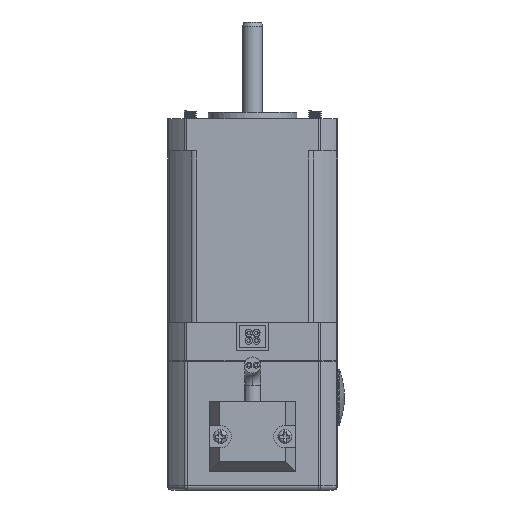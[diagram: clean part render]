
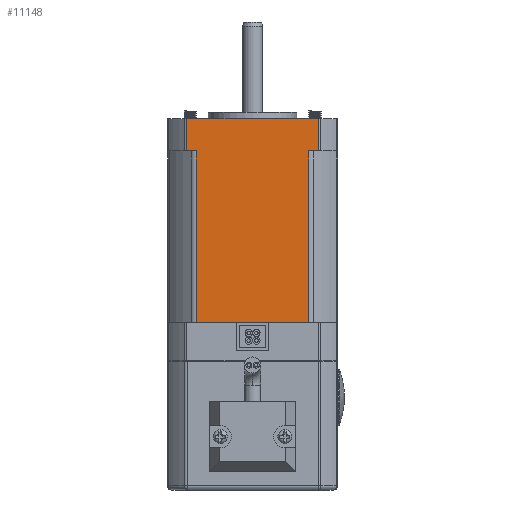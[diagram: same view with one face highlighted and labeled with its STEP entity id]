
A CAD part, front view. The second image highlights one B-rep face of the part: STEP entity #11148.
In plain terms, the highlighted planar face has unit normal (0, -1, 0).
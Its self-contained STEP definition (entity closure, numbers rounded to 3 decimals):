
#69 = EDGE_CURVE ( 'NONE', #7664, #14483, #19008, .T. ) ;
#434 = CARTESIAN_POINT ( 'NONE',  ( -13.947, -21.1, -50.59 ) ) ;
#1757 = DIRECTION ( 'NONE',  ( 0., -1., 0. ) ) ;
#3085 = DIRECTION ( 'NONE',  ( 0., 0., -1. ) ) ;
#3100 = VECTOR ( 'NONE', #9627, 1000. ) ;
#3392 = LINE ( 'NONE', #13643, #20887 ) ;
#3846 = DIRECTION ( 'NONE',  ( 0., 0., 1. ) ) ;
#4328 = ORIENTED_EDGE ( 'NONE', *, *, #8752, .F. ) ;
#4468 = VECTOR ( 'NONE', #22068, 1000. ) ;
#5034 = CARTESIAN_POINT ( 'NONE',  ( 16.294, -21.1, -60.1 ) ) ;
#5418 = CARTESIAN_POINT ( 'NONE',  ( -21.1, -21.1, -8. ) ) ;
#5942 = ORIENTED_EDGE ( 'NONE', *, *, #13451, .T. ) ;
#6703 = VERTEX_POINT ( 'NONE', #18733 ) ;
#6883 = DIRECTION ( 'NONE',  ( 0., 0., 1. ) ) ;
#7572 = VERTEX_POINT ( 'NONE', #16064 ) ;
#7664 = VERTEX_POINT ( 'NONE', #434 ) ;
#8243 = CARTESIAN_POINT ( 'NONE',  ( 13.947, -21.1, -50.59 ) ) ;
#8287 = DIRECTION ( 'NONE',  ( 1., 0., 0. ) ) ;
#8319 = ORIENTED_EDGE ( 'NONE', *, *, #12105, .T. ) ;
#8463 = VECTOR ( 'NONE', #3085, 1000. ) ;
#8507 = FACE_OUTER_BOUND ( 'NONE', #10494, .T. ) ;
#8648 = CARTESIAN_POINT ( 'NONE',  ( 16.294, -21.1, -8. ) ) ;
#8752 = EDGE_CURVE ( 'NONE', #22171, #22300, #3392, .T. ) ;
#8927 = CARTESIAN_POINT ( 'NONE',  ( 13.947, -21.1, -60.1 ) ) ;
#9627 = DIRECTION ( 'NONE',  ( -1., 0., 0. ) ) ;
#9730 = DIRECTION ( 'NONE',  ( 0., 0., -1. ) ) ;
#10137 = EDGE_CURVE ( 'NONE', #21857, #7572, #21435, .T. ) ;
#10302 = CARTESIAN_POINT ( 'NONE',  ( 16.294, -21.1, 0. ) ) ;
#10494 = EDGE_LOOP ( 'NONE', ( #4328, #16660, #19850, #8319, #12497, #5942, #15351, #14884 ) ) ;
#11024 = VECTOR ( 'NONE', #6883, 1000. ) ;
#11148 = ADVANCED_FACE ( 'NONE', ( #8507 ), #14873, .T. ) ;
#11472 = VECTOR ( 'NONE', #12999, 1000. ) ;
#12105 = EDGE_CURVE ( 'NONE', #16846, #7664, #15464, .T. ) ;
#12228 = LINE ( 'NONE', #12580, #8463 ) ;
#12497 = ORIENTED_EDGE ( 'NONE', *, *, #69, .T. ) ;
#12580 = CARTESIAN_POINT ( 'NONE',  ( -16.294, -21.1, -60.1 ) ) ;
#12716 = CARTESIAN_POINT ( 'NONE',  ( -21.1, -21.1, -50.59 ) ) ;
#12856 = EDGE_CURVE ( 'NONE', #21857, #22300, #16039, .T. ) ;
#12999 = DIRECTION ( 'NONE',  ( -1., 0., 0. ) ) ;
#13053 = CARTESIAN_POINT ( 'NONE',  ( -21.1, -21.1, -60.1 ) ) ;
#13451 = EDGE_CURVE ( 'NONE', #14483, #7572, #20083, .T. ) ;
#13643 = CARTESIAN_POINT ( 'NONE',  ( -21.1, -21.1, 0. ) ) ;
#13983 = VECTOR ( 'NONE', #9730, 1000. ) ;
#14483 = VERTEX_POINT ( 'NONE', #8243 ) ;
#14855 = CARTESIAN_POINT ( 'NONE',  ( -13.947, -21.1, -8. ) ) ;
#14873 = PLANE ( 'NONE',  #16533 ) ;
#14884 = ORIENTED_EDGE ( 'NONE', *, *, #12856, .T. ) ;
#15351 = ORIENTED_EDGE ( 'NONE', *, *, #10137, .F. ) ;
#15464 = LINE ( 'NONE', #20949, #13983 ) ;
#15646 = CARTESIAN_POINT ( 'NONE',  ( -16.294, -21.1, 0. ) ) ;
#16039 = LINE ( 'NONE', #5034, #11024 ) ;
#16064 = CARTESIAN_POINT ( 'NONE',  ( 13.947, -21.1, -8. ) ) ;
#16533 = AXIS2_PLACEMENT_3D ( 'NONE', #13053, #1757, #20289 ) ;
#16660 = ORIENTED_EDGE ( 'NONE', *, *, #18463, .T. ) ;
#16846 = VERTEX_POINT ( 'NONE', #14855 ) ;
#17139 = VECTOR ( 'NONE', #3846, 1000. ) ;
#17370 = LINE ( 'NONE', #17388, #3100 ) ;
#17388 = CARTESIAN_POINT ( 'NONE',  ( -21.1, -21.1, -8. ) ) ;
#18463 = EDGE_CURVE ( 'NONE', #22171, #6703, #12228, .T. ) ;
#18733 = CARTESIAN_POINT ( 'NONE',  ( -16.294, -21.1, -8. ) ) ;
#19008 = LINE ( 'NONE', #12716, #4468 ) ;
#19850 = ORIENTED_EDGE ( 'NONE', *, *, #21460, .F. ) ;
#20083 = LINE ( 'NONE', #8927, #17139 ) ;
#20289 = DIRECTION ( 'NONE',  ( 0., 0., -1. ) ) ;
#20887 = VECTOR ( 'NONE', #8287, 1000. ) ;
#20949 = CARTESIAN_POINT ( 'NONE',  ( -13.947, -21.1, -60.1 ) ) ;
#21435 = LINE ( 'NONE', #5418, #11472 ) ;
#21460 = EDGE_CURVE ( 'NONE', #16846, #6703, #17370, .T. ) ;
#21857 = VERTEX_POINT ( 'NONE', #8648 ) ;
#22068 = DIRECTION ( 'NONE',  ( 1., 0., 0. ) ) ;
#22171 = VERTEX_POINT ( 'NONE', #15646 ) ;
#22300 = VERTEX_POINT ( 'NONE', #10302 ) ;
